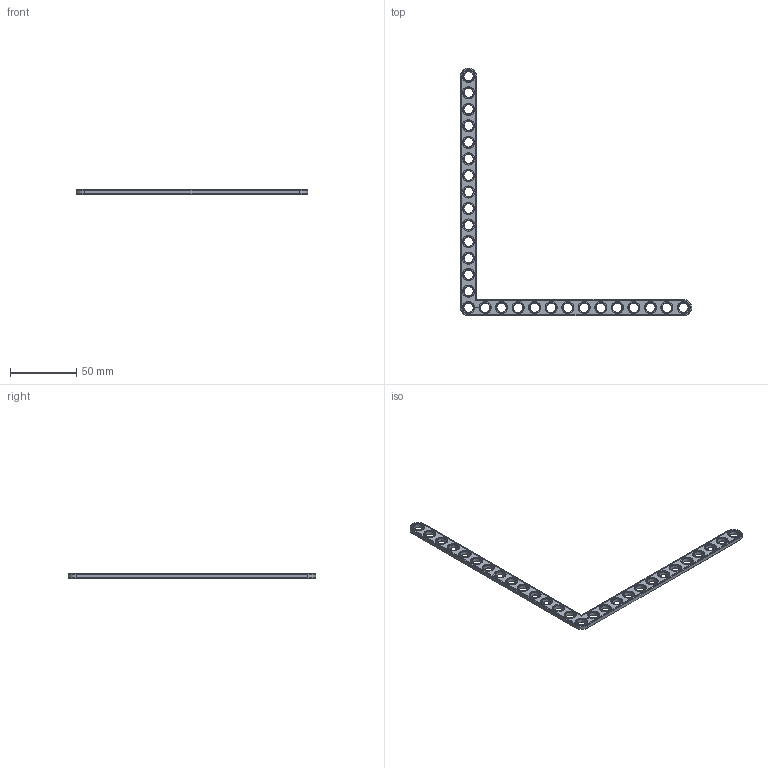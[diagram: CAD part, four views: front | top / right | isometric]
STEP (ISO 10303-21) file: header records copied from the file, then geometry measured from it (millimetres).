
FILE_DESCRIPTION(('FreeCAD Model'),'2;1');
FILE_NAME('Open CASCADE Shape Model','2022-02-09T22:53:35',( 'Paulo Kiefe'),('STEMFIE.org'),'Open CASCADE STEP processor 7.4', 'FreeCAD','Unknown');
FILE_SCHEMA(('AUTOMOTIVE_DESIGN { 1 0 10303 214 1 1 1 1 }'));
Length unit declared in the file: millimetre
Products named in the file (1): Brace_AGD_90_ASYM_ERR_BU14x15x01x00.25_-_SPN-BRC-1150_(stemfie.org)
Bounding box: 175 x 187.5 x 3.12 mm (x, y, z)
Volume: 9714 mm3; surface area: 10502.7 mm2
Topology: 1 solids, 1 shells, 661 faces, 1724 edges, 1126 vertices
Faces by surface type: plane 367, extrusion 170, cone 62, cylinder 62
Full cylindrical faces by diameter (mm): 7 x28, 9.2 x28
Entity records: 43940 total; most frequent: CARTESIAN_POINT 10270, DIRECTION 5606, VECTOR 4154, LINE 3984, ORIENTED_EDGE 3448, PCURVE 3448, DEFINITIONAL_REPRESENTATION 3448, EDGE_CURVE 1724
